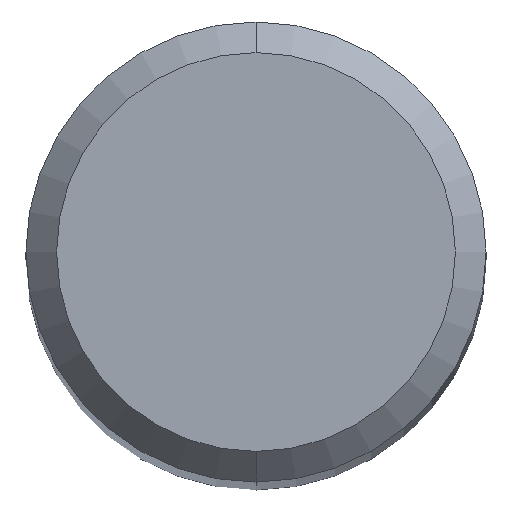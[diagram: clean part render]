
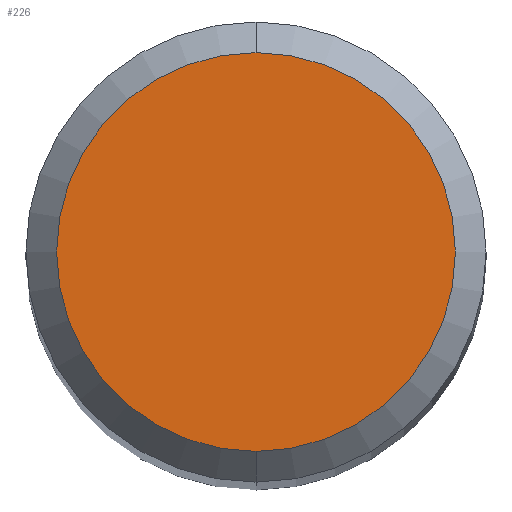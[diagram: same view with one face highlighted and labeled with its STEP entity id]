
A CAD part, top view. The second image highlights one B-rep face of the part: STEP entity #226.
In plain terms, the highlighted planar face has unit normal (0, 0, 1).
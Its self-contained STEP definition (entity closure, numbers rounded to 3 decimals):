
#188=EDGE_CURVE('',#262,#252,#435,.T.);
#194=EDGE_CURVE('',#252,#262,#441,.T.);
#226=ADVANCED_FACE('',(#476),#477,.T.);
#252=VERTEX_POINT('',#507);
#262=VERTEX_POINT('',#518);
#435=CIRCLE('',#715,2.6);
#441=CIRCLE('',#725,2.6);
#476=FACE_OUTER_BOUND('',#772,.T.);
#477=PLANE('',#773);
#507=CARTESIAN_POINT('',(0.0,2.6,0.0));
#518=CARTESIAN_POINT('',(0.,-2.6,0.0));
#715=AXIS2_PLACEMENT_3D('',#1039,#1040,#1041);
#725=AXIS2_PLACEMENT_3D('',#1046,#1047,#1048);
#772=EDGE_LOOP('',(#1094,#1095));
#773=AXIS2_PLACEMENT_3D('',#1096,#1097,#1098);
#1039=CARTESIAN_POINT('',(0.0,0.0,0.0));
#1040=DIRECTION('',(0.0,0.0,-1.0));
#1041=DIRECTION('',(0.0,1.0,0.0));
#1046=CARTESIAN_POINT('',(0.0,0.0,0.0));
#1047=DIRECTION('',(0.0,0.0,-1.0));
#1048=DIRECTION('',(0.0,1.0,0.0));
#1094=ORIENTED_EDGE('',*,*,#194,.F.);
#1095=ORIENTED_EDGE('',*,*,#188,.F.);
#1096=CARTESIAN_POINT('',(0.0,1.3,0.0));
#1097=DIRECTION('',(-0.0,0.0,1.0));
#1098=DIRECTION('',(0.0,-1.0,0.0));
